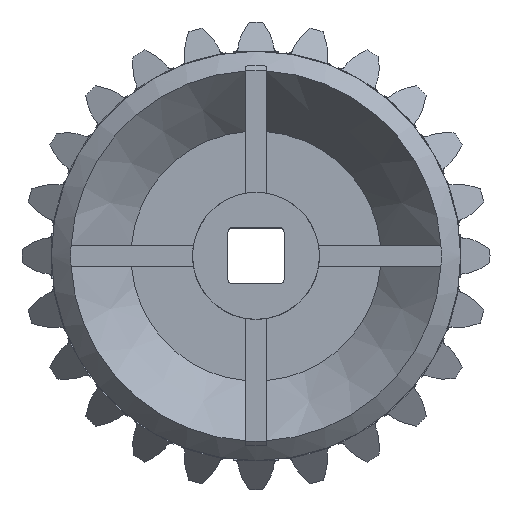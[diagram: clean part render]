
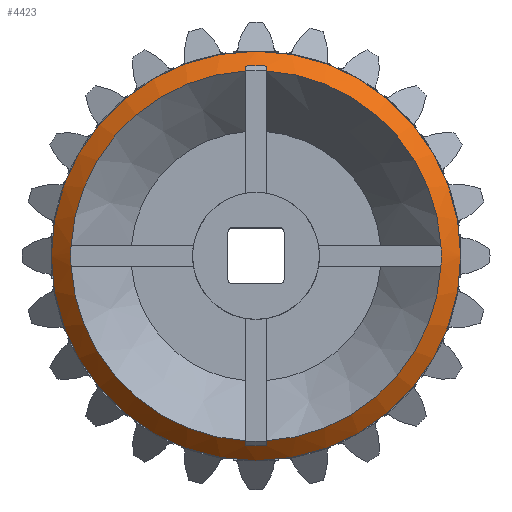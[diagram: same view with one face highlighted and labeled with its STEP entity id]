
A CAD part, top view. The second image highlights one B-rep face of the part: STEP entity #4423.
In plain terms, the highlighted conical face has half-angle 45 degrees and reference radius 25.4 mm.
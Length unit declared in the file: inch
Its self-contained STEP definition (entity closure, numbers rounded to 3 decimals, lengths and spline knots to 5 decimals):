
#17=CONICAL_SURFACE('',#4770,1.,0.785);
#33=(
BOUNDED_CURVE()
B_SPLINE_CURVE(2,(#7435,#7436,#7437),.UNSPECIFIED.,.F.,.F.)
B_SPLINE_CURVE_WITH_KNOTS((3,3),(0.15537,0.19671),
 .UNSPECIFIED.)
CURVE()
GEOMETRIC_REPRESENTATION_ITEM()
RATIONAL_B_SPLINE_CURVE((1.005,1.005,1.005))
REPRESENTATION_ITEM('')
);
#34=(
BOUNDED_CURVE()
B_SPLINE_CURVE(2,(#7448,#7449,#7450),.UNSPECIFIED.,.F.,.F.)
B_SPLINE_CURVE_WITH_KNOTS((3,3),(-0.19671,-0.15537),
 .UNSPECIFIED.)
CURVE()
GEOMETRIC_REPRESENTATION_ITEM()
RATIONAL_B_SPLINE_CURVE((1.005,1.005,1.005))
REPRESENTATION_ITEM('')
);
#35=(
BOUNDED_CURVE()
B_SPLINE_CURVE(2,(#7454,#7455,#7456),.UNSPECIFIED.,.F.,.F.)
B_SPLINE_CURVE_WITH_KNOTS((3,3),(0.15537,0.19671),
 .UNSPECIFIED.)
CURVE()
GEOMETRIC_REPRESENTATION_ITEM()
RATIONAL_B_SPLINE_CURVE((1.005,1.005,1.005))
REPRESENTATION_ITEM('')
);
#36=(
BOUNDED_CURVE()
B_SPLINE_CURVE(2,(#7468,#7469,#7470),.UNSPECIFIED.,.F.,.F.)
B_SPLINE_CURVE_WITH_KNOTS((3,3),(-0.19671,-0.15537),
 .UNSPECIFIED.)
CURVE()
GEOMETRIC_REPRESENTATION_ITEM()
RATIONAL_B_SPLINE_CURVE((1.005,1.005,1.005))
REPRESENTATION_ITEM('')
);
#149=LINE('',#7432,#396);
#396=VECTOR('',#5232,1.);
#829=FACE_OUTER_BOUND('',#1112,.T.);
#1112=EDGE_LOOP('',(#3185,#3186,#3187,#3188,#3189,#3190,#3191,#3192,#3193,
#3194,#3195,#3196,#3197,#3198,#3199,#3200,#3201,#3202,#3203));
#1387=CIRCLE('',#4751,0.41907);
#1389=CIRCLE('',#4756,0.41907);
#1390=CIRCLE('',#4758,0.41907);
#1391=CIRCLE('',#4759,0.41907);
#1397=CIRCLE('',#4771,0.46317);
#1398=CIRCLE('',#4772,0.46317);
#1399=CIRCLE('',#4773,0.41907);
#1400=CIRCLE('',#4774,0.41907);
#1401=CIRCLE('',#4775,0.41907);
#1609=B_SPLINE_CURVE_WITH_KNOTS('',3,(#7439,#7440,#7441,#7442),
 .UNSPECIFIED.,.F.,.F.,(4,4),(0.,1.),.UNSPECIFIED.);
#1610=B_SPLINE_CURVE_WITH_KNOTS('',3,(#7444,#7445,#7446,#7447),
 .UNSPECIFIED.,.F.,.F.,(4,4),(0.,1.),.UNSPECIFIED.);
#1611=B_SPLINE_CURVE_WITH_KNOTS('',3,(#7458,#7459,#7460,#7461),
 .UNSPECIFIED.,.F.,.F.,(4,4),(0.,1.),.UNSPECIFIED.);
#1612=B_SPLINE_CURVE_WITH_KNOTS('',3,(#7463,#7464,#7465,#7466),
 .UNSPECIFIED.,.F.,.F.,(4,4),(0.,1.),.UNSPECIFIED.);
#1839=VERTEX_POINT('',#7320);
#1858=VERTEX_POINT('',#7365);
#1862=VERTEX_POINT('',#7379);
#1863=VERTEX_POINT('',#7383);
#1864=VERTEX_POINT('',#7388);
#1865=VERTEX_POINT('',#7390);
#1866=VERTEX_POINT('',#7392);
#1877=VERTEX_POINT('',#7428);
#1878=VERTEX_POINT('',#7429);
#1879=VERTEX_POINT('',#7434);
#1880=VERTEX_POINT('',#7438);
#1881=VERTEX_POINT('',#7443);
#1882=VERTEX_POINT('',#7451);
#1883=VERTEX_POINT('',#7453);
#1884=VERTEX_POINT('',#7457);
#1885=VERTEX_POINT('',#7462);
#1886=VERTEX_POINT('',#7467);
#2350=EDGE_CURVE('',#1839,#1858,#1387,.T.);
#2358=EDGE_CURVE('',#1863,#1858,#1389,.T.);
#2361=EDGE_CURVE('',#1865,#1864,#1390,.T.);
#2362=EDGE_CURVE('',#1866,#1865,#1391,.T.);
#2377=EDGE_CURVE('',#1877,#1878,#1397,.T.);
#2378=EDGE_CURVE('',#1878,#1877,#1398,.T.);
#2379=EDGE_CURVE('',#1878,#1865,#149,.T.);
#2380=EDGE_CURVE('',#1864,#1862,#1399,.T.);
#2381=EDGE_CURVE('',#1862,#1879,#33,.T.);
#2382=EDGE_CURVE('',#1879,#1880,#1609,.T.);
#2383=EDGE_CURVE('',#1880,#1881,#1610,.T.);
#2384=EDGE_CURVE('',#1881,#1839,#34,.T.);
#2385=EDGE_CURVE('',#1863,#1882,#1400,.T.);
#2386=EDGE_CURVE('',#1882,#1883,#35,.T.);
#2387=EDGE_CURVE('',#1883,#1884,#1611,.T.);
#2388=EDGE_CURVE('',#1884,#1885,#1612,.T.);
#2389=EDGE_CURVE('',#1885,#1886,#36,.T.);
#2390=EDGE_CURVE('',#1886,#1866,#1401,.T.);
#3185=ORIENTED_EDGE('',*,*,#2377,.F.);
#3186=ORIENTED_EDGE('',*,*,#2378,.F.);
#3187=ORIENTED_EDGE('',*,*,#2379,.T.);
#3188=ORIENTED_EDGE('',*,*,#2361,.T.);
#3189=ORIENTED_EDGE('',*,*,#2380,.T.);
#3190=ORIENTED_EDGE('',*,*,#2381,.T.);
#3191=ORIENTED_EDGE('',*,*,#2382,.T.);
#3192=ORIENTED_EDGE('',*,*,#2383,.T.);
#3193=ORIENTED_EDGE('',*,*,#2384,.T.);
#3194=ORIENTED_EDGE('',*,*,#2350,.T.);
#3195=ORIENTED_EDGE('',*,*,#2358,.F.);
#3196=ORIENTED_EDGE('',*,*,#2385,.T.);
#3197=ORIENTED_EDGE('',*,*,#2386,.T.);
#3198=ORIENTED_EDGE('',*,*,#2387,.T.);
#3199=ORIENTED_EDGE('',*,*,#2388,.T.);
#3200=ORIENTED_EDGE('',*,*,#2389,.T.);
#3201=ORIENTED_EDGE('',*,*,#2390,.T.);
#3202=ORIENTED_EDGE('',*,*,#2362,.T.);
#3203=ORIENTED_EDGE('',*,*,#2379,.F.);
#4423=ADVANCED_FACE('',(#829),#17,.T.);
#4751=AXIS2_PLACEMENT_3D('',#7370,#5173,#5174);
#4756=AXIS2_PLACEMENT_3D('',#7385,#5189,#5190);
#4758=AXIS2_PLACEMENT_3D('',#7391,#5195,#5196);
#4759=AXIS2_PLACEMENT_3D('',#7393,#5197,#5198);
#4770=AXIS2_PLACEMENT_3D('',#7427,#5226,#5227);
#4771=AXIS2_PLACEMENT_3D('',#7430,#5228,#5229);
#4772=AXIS2_PLACEMENT_3D('',#7431,#5230,#5231);
#4773=AXIS2_PLACEMENT_3D('',#7433,#5233,#5234);
#4774=AXIS2_PLACEMENT_3D('',#7452,#5235,#5236);
#4775=AXIS2_PLACEMENT_3D('',#7471,#5237,#5238);
#5173=DIRECTION('center_axis',(0.,0.,-1.));
#5174=DIRECTION('ref_axis',(1.,0.,0.));
#5189=DIRECTION('center_axis',(0.,0.,
1.));
#5190=DIRECTION('ref_axis',(-1.,0.,0.));
#5195=DIRECTION('center_axis',(0.,0.,
-1.));
#5196=DIRECTION('ref_axis',(0.998,-0.056,0.));
#5197=DIRECTION('center_axis',(0.,0.,
-1.));
#5198=DIRECTION('ref_axis',(0.998,-0.056,0.));
#5226=DIRECTION('center_axis',(0.,0.,-1.));
#5227=DIRECTION('ref_axis',(-1.,0.,0.));
#5228=DIRECTION('center_axis',(0.,0.,-1.));
#5229=DIRECTION('ref_axis',(-1.,0.,0.));
#5230=DIRECTION('center_axis',(0.,0.,-1.));
#5231=DIRECTION('ref_axis',(-1.,0.,0.));
#5232=DIRECTION('',(-0.707,0.,0.707));
#5233=DIRECTION('center_axis',(0.,0.,-1.));
#5234=DIRECTION('ref_axis',(1.,0.,0.));
#5235=DIRECTION('center_axis',(0.,0.,-1.));
#5236=DIRECTION('ref_axis',(1.,0.,0.));
#5237=DIRECTION('center_axis',(0.,0.,-1.));
#5238=DIRECTION('ref_axis',(1.,0.,0.));
#7320=CARTESIAN_POINT('',(-0.02362,-0.4184,0.08093));
#7365=CARTESIAN_POINT('',(-0.4184,-0.02362,0.08093));
#7370=CARTESIAN_POINT('Origin',(0.,0.,0.08093));
#7379=CARTESIAN_POINT('',(0.02362,-0.4184,0.08093));
#7383=CARTESIAN_POINT('',(-0.4184,0.02362,0.08093));
#7385=CARTESIAN_POINT('Origin',(0.,0.,
0.08093));
#7388=CARTESIAN_POINT('',(0.4184,-0.02362,0.08093));
#7390=CARTESIAN_POINT('',(0.41907,0.,0.08093));
#7391=CARTESIAN_POINT('Origin',(0.,0.,
0.08093));
#7392=CARTESIAN_POINT('',(0.4184,0.02362,0.08093));
#7393=CARTESIAN_POINT('Origin',(0.,0.,
0.08093));
#7427=CARTESIAN_POINT('Origin',(0.,0.,-0.5));
#7428=CARTESIAN_POINT('',(-0.46317,0.,0.03683));
#7429=CARTESIAN_POINT('',(0.46317,0.,0.03683));
#7430=CARTESIAN_POINT('Origin',(0.,0.,0.03683));
#7431=CARTESIAN_POINT('Origin',(0.,0.,0.03683));
#7432=CARTESIAN_POINT('',(1.,0.,-0.5));
#7433=CARTESIAN_POINT('Origin',(0.,0.,0.08093));
#7434=CARTESIAN_POINT('',(0.02362,-0.4297,0.06997));
#7435=CARTESIAN_POINT('Ctrl Pts',(0.02362,-0.4184,
0.08093));
#7436=CARTESIAN_POINT('Ctrl Pts',(0.02362,-0.4239,
0.07544));
#7437=CARTESIAN_POINT('Ctrl Pts',(0.02362,-0.42954,
0.06981));
#7438=CARTESIAN_POINT('',(0.,-0.42984,0.07015));
#7439=CARTESIAN_POINT('Ctrl Pts',(0.02362,-0.4297,
0.06997));
#7440=CARTESIAN_POINT('Ctrl Pts',(0.01575,-0.42987,
0.06991));
#7441=CARTESIAN_POINT('Ctrl Pts',(0.00787,-0.42997,
0.07003));
#7442=CARTESIAN_POINT('Ctrl Pts',(0.,-0.42984,
0.07015));
#7443=CARTESIAN_POINT('',(-0.02362,-0.4297,0.06997));
#7444=CARTESIAN_POINT('Ctrl Pts',(0.,-0.42984,
0.07015));
#7445=CARTESIAN_POINT('Ctrl Pts',(-0.00787,-0.42997,
0.07003));
#7446=CARTESIAN_POINT('Ctrl Pts',(-0.01575,-0.42987,
0.06991));
#7447=CARTESIAN_POINT('Ctrl Pts',(-0.02362,-0.4297,
0.06997));
#7448=CARTESIAN_POINT('Ctrl Pts',(-0.02362,-0.42954,
0.06981));
#7449=CARTESIAN_POINT('Ctrl Pts',(-0.02362,-0.4239,
0.07544));
#7450=CARTESIAN_POINT('Ctrl Pts',(-0.02362,-0.4184,
0.08093));
#7451=CARTESIAN_POINT('',(-0.02362,0.4184,0.08093));
#7452=CARTESIAN_POINT('Origin',(0.,0.,0.08093));
#7453=CARTESIAN_POINT('',(-0.02362,0.4297,0.06997));
#7454=CARTESIAN_POINT('Ctrl Pts',(-0.02362,0.4184,
0.08093));
#7455=CARTESIAN_POINT('Ctrl Pts',(-0.02362,0.4239,
0.07544));
#7456=CARTESIAN_POINT('Ctrl Pts',(-0.02362,0.42954,
0.06981));
#7457=CARTESIAN_POINT('',(0.,0.42984,0.07015));
#7458=CARTESIAN_POINT('Ctrl Pts',(-0.02362,0.4297,
0.06997));
#7459=CARTESIAN_POINT('Ctrl Pts',(-0.01575,0.42987,
0.06991));
#7460=CARTESIAN_POINT('Ctrl Pts',(-0.00787,0.42997,
0.07003));
#7461=CARTESIAN_POINT('Ctrl Pts',(0.,0.42984,
0.07015));
#7462=CARTESIAN_POINT('',(0.02362,0.4297,0.06997));
#7463=CARTESIAN_POINT('Ctrl Pts',(0.,0.42984,
0.07015));
#7464=CARTESIAN_POINT('Ctrl Pts',(0.00787,0.42997,
0.07003));
#7465=CARTESIAN_POINT('Ctrl Pts',(0.01575,0.42987,
0.06991));
#7466=CARTESIAN_POINT('Ctrl Pts',(0.02362,0.4297,
0.06997));
#7467=CARTESIAN_POINT('',(0.02362,0.4184,0.08093));
#7468=CARTESIAN_POINT('Ctrl Pts',(0.02362,0.42954,
0.06981));
#7469=CARTESIAN_POINT('Ctrl Pts',(0.02362,0.4239,0.07544));
#7470=CARTESIAN_POINT('Ctrl Pts',(0.02362,0.4184,
0.08093));
#7471=CARTESIAN_POINT('Origin',(0.,0.,0.08093));
